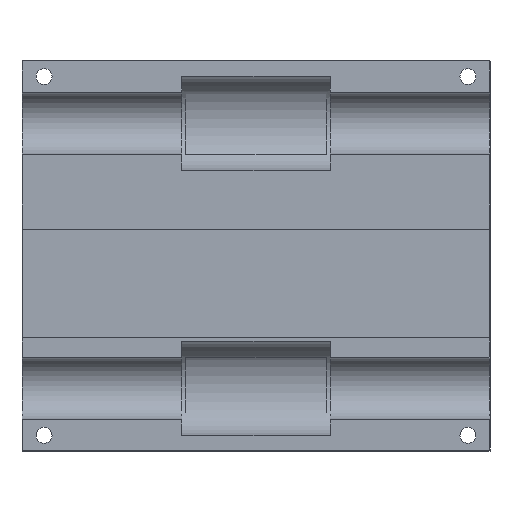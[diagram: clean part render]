
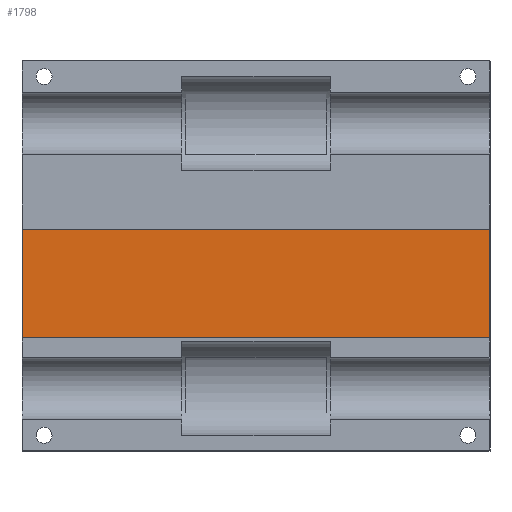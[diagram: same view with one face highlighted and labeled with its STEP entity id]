
A CAD part, top view. The second image highlights one B-rep face of the part: STEP entity #1798.
In plain terms, the highlighted planar face has unit normal (0, 0, 1).
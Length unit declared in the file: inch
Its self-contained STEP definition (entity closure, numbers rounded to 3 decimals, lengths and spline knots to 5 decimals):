
#136=FACE_OUTER_BOUND('',#233,.T.);
#233=EDGE_LOOP('',(#1415,#1416,#1417,#1418));
#412=LINE('',#2906,#613);
#441=LINE('',#2969,#642);
#445=LINE('',#2976,#646);
#446=LINE('',#2978,#647);
#613=VECTOR('',#2116,0.3937);
#642=VECTOR('',#2157,0.3937);
#646=VECTOR('',#2163,0.3937);
#647=VECTOR('',#2166,0.3937);
#805=VERTEX_POINT('',#2904);
#806=VERTEX_POINT('',#2905);
#834=VERTEX_POINT('',#2968);
#836=VERTEX_POINT('',#2974);
#1020=EDGE_CURVE('',#805,#806,#412,.T.);
#1051=EDGE_CURVE('',#834,#806,#441,.T.);
#1055=EDGE_CURVE('',#836,#805,#445,.T.);
#1056=EDGE_CURVE('',#834,#836,#446,.T.);
#1415=ORIENTED_EDGE('',*,*,#1020,.F.);
#1416=ORIENTED_EDGE('',*,*,#1055,.F.);
#1417=ORIENTED_EDGE('',*,*,#1056,.F.);
#1418=ORIENTED_EDGE('',*,*,#1051,.T.);
#1715=PLANE('',#1893);
#1798=ADVANCED_FACE('',(#136),#1715,.F.);
#1893=AXIS2_PLACEMENT_3D('',#2977,#2164,#2165);
#2116=DIRECTION('',(0.,1.,0.));
#2157=DIRECTION('',(-1.,0.,0.));
#2163=DIRECTION('',(-1.,0.,0.));
#2164=DIRECTION('center_axis',(0.,0.,
-1.));
#2165=DIRECTION('ref_axis',(0.,-1.,0.));
#2166=DIRECTION('',(0.,-1.,0.));
#2904=CARTESIAN_POINT('',(-2.3622,-1.39763,0.19685));
#2905=CARTESIAN_POINT('',(-2.3622,-0.84941,0.19685));
#2906=CARTESIAN_POINT('',(-2.3622,-0.51436,0.19685));
#2968=CARTESIAN_POINT('',(0.,-0.84941,0.19685));
#2969=CARTESIAN_POINT('',(0.,-0.84941,0.19685));
#2974=CARTESIAN_POINT('',(0.,-1.39763,0.19685));
#2976=CARTESIAN_POINT('',(0.,-1.39763,0.19685));
#2977=CARTESIAN_POINT('Origin',(0.,-1.16141,
0.19685));
#2978=CARTESIAN_POINT('',(0.,-1.49862,0.19685));
